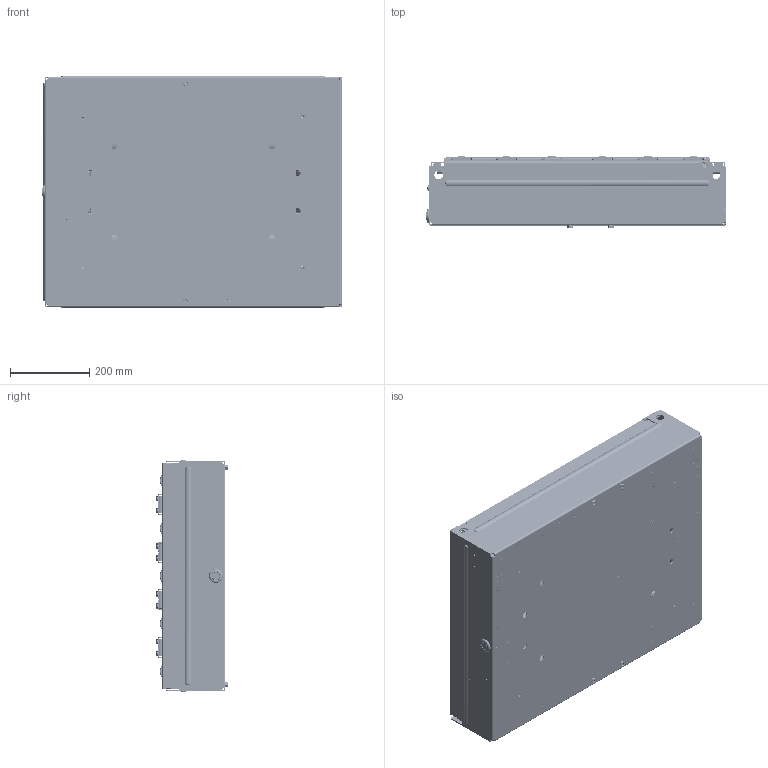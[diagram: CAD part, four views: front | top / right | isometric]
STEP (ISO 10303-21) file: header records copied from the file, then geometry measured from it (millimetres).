
FILE_DESCRIPTION(/* description */ (''),/* implementation_level */ '2;1');
FILE_NAME(/* name */ '',/* time_stamp */ '2024-09-24T14:45:02+09:00',/* author */ ('y-kakiuchi'),/* organization */ (''),/* preprocessor_version */ 'ST-DEVELOPER v20',/* originating_system */ 'Autodesk Inventor 2024',/* authorisation */ '');
FILE_SCHEMA (('AUTOMOTIVE_DESIGN { 1 0 10303 214 3 1 1 }'));
Products named in the file (1): DMRT-764-SSS-100-1 M-RAT完成品(量産)
Bounding box: 753.98 x 181.5 x 586.39 mm (x, y, z)
Volume: 15404458.3 mm3; surface area: 5101107.2 mm2
Topology: 4 solids, 22 shells, 8683 faces, 23382 edges, 15330 vertices
Faces by surface type: cylinder 4720, plane 3478, cone 244, torus 187, bspline 54
Full cylindrical faces by diameter (mm): 2.5 x2, 3 x2, 4 x70, 4.2 x16, 4.5 x4, 5 x6, 5.6 x24, 6 x4, 6.5 x32, 6.647 x8, 7 x32, 8 x96, 8.1 x56, 9 x4, 13 x24, 15 x10, 15.1 x8, 19 x2, 21 x5, 22 x5, 25.4 x4, 27.4 x1, 30 x53, 30.4 x1, 31 x1, 35 x1, 56.7 x1, 56.8 x4, 57 x5
Entity records: 287521 total; most frequent: DIRECTION 50843, CARTESIAN_POINT 50442, ORIENTED_EDGE 46700, EDGE_CURVE 23350, AXIS2_PLACEMENT_3D 19138, VERTEX_POINT 15330, LINE 12567, VECTOR 12567
